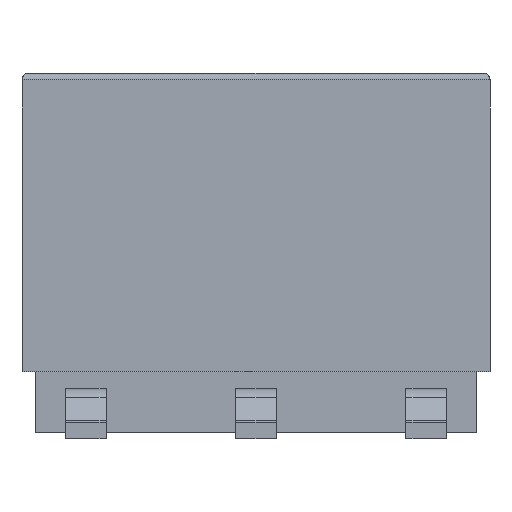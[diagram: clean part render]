
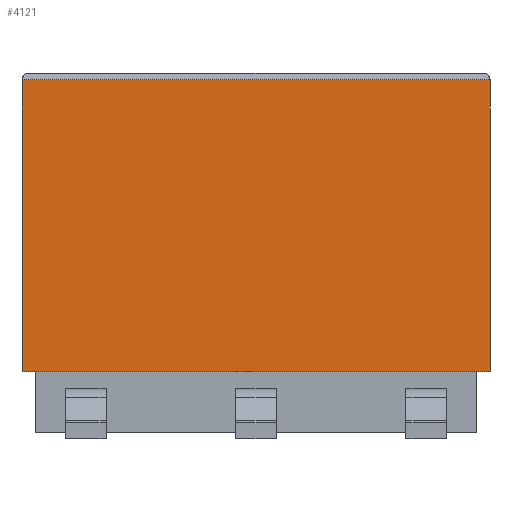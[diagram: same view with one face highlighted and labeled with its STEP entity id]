
A CAD part, left-side view. The second image highlights one B-rep face of the part: STEP entity #4121.
In plain terms, the highlighted free-form (B-spline) face has degree [1, 1] with [2, 2] control points.
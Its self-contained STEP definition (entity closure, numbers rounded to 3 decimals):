
#3807=CARTESIAN_POINT('',(-3.3,3.495,5.36));
#3808=VERTEX_POINT('',#3807);
#3856=CARTESIAN_POINT('',(-3.3,3.495,1.));
#3857=VERTEX_POINT('',#3856);
#3864=CARTESIAN_POINT('',(-3.3,3.495,5.36));
#3865=DIRECTION('',(0.0,0.0,-1.0));
#3866=VECTOR('',#3865,4.36);
#3867=LINE('',#3864,#3866);
#3868=EDGE_CURVE('',#3808,#3857,#3867,.T.);
#4006=CARTESIAN_POINT('',(-3.3,-3.495,5.36));
#4007=VERTEX_POINT('',#4006);
#4008=CARTESIAN_POINT('',(-3.3,3.495,5.36));
#4009=DIRECTION('',(0.0,-1.0,0.0));
#4010=VECTOR('',#4009,6.99);
#4011=LINE('',#4008,#4010);
#4012=EDGE_CURVE('',#3808,#4007,#4011,.T.);
#4088=CARTESIAN_POINT('',(-3.3,-3.495,1.));
#4089=VERTEX_POINT('',#4088);
#4090=CARTESIAN_POINT('',(-3.3,-3.495,5.36));
#4091=DIRECTION('',(0.0,0.0,-1.0));
#4092=VECTOR('',#4091,4.36);
#4093=LINE('',#4090,#4092);
#4094=EDGE_CURVE('',#4007,#4089,#4093,.T.);
#4105=CARTESIAN_POINT('',(-3.3,-3.495,5.36));
#4106=CARTESIAN_POINT('',(-3.3,-3.495,1.));
#4107=CARTESIAN_POINT('',(-3.3,3.495,5.36));
#4108=CARTESIAN_POINT('',(-3.3,3.495,1.));
#4109=B_SPLINE_SURFACE_WITH_KNOTS('',1,1,((#4105,#4107),(#4106,#4108)),.UNSPECIFIED.,.F.,.F.,.U.,(2,2),(2,2),(0.0,4.36),(0.0,6.99),.UNSPECIFIED.);
#4110=ORIENTED_EDGE('',*,*,#4012,.F.);
#4111=ORIENTED_EDGE('',*,*,#3868,.T.);
#4112=CARTESIAN_POINT('',(-3.3,3.495,1.));
#4113=DIRECTION('',(0.0,-1.0,0.0));
#4114=VECTOR('',#4113,6.99);
#4115=LINE('',#4112,#4114);
#4116=EDGE_CURVE('',#3857,#4089,#4115,.T.);
#4117=ORIENTED_EDGE('',*,*,#4116,.T.);
#4118=ORIENTED_EDGE('',*,*,#4094,.F.);
#4119=EDGE_LOOP('',(#4110,#4111,#4117,#4118));
#4120=FACE_OUTER_BOUND('',#4119,.T.);
#4121=ADVANCED_FACE('',(#4120),#4109,.F.);
